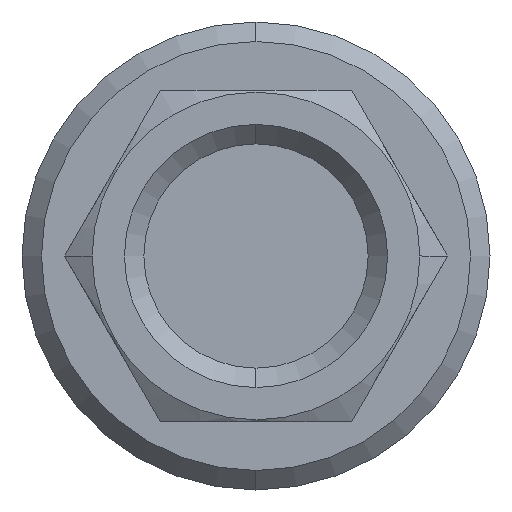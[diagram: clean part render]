
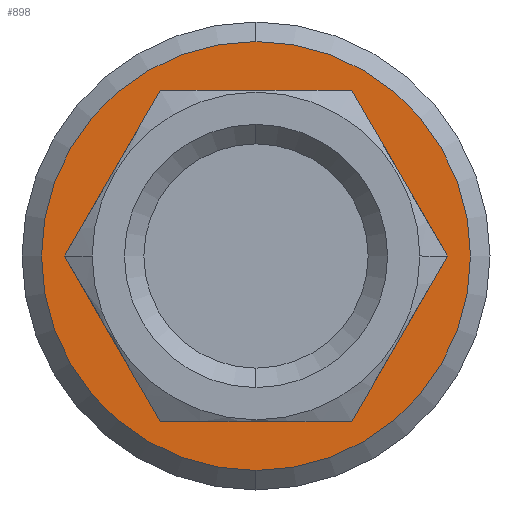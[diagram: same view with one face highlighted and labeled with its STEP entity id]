
A CAD part, front view. The second image highlights one B-rep face of the part: STEP entity #898.
In plain terms, the highlighted planar face has unit normal (0, -1, 0).
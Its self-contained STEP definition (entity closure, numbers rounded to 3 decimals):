
#62 = EDGE_CURVE ( 'NONE', #63, #64, #865, .T. ) ;
#63 = VERTEX_POINT ( 'NONE', #860 ) ;
#64 = VERTEX_POINT ( 'NONE', #859 ) ;
#577 = EDGE_CURVE ( 'NONE', #64, #63, #1703, .T. ) ;
#715 = EDGE_CURVE ( 'NONE', #741, #883, #2045, .T. ) ;
#740 = VERTEX_POINT ( 'NONE', #2192 ) ;
#741 = VERTEX_POINT ( 'NONE', #2144 ) ;
#783 = EDGE_CURVE ( 'NONE', #883, #838, #2180, .T. ) ;
#838 = VERTEX_POINT ( 'NONE', #2155 ) ;
#859 = CARTESIAN_POINT ( 'NONE',  ( 0., 8., 11. ) ) ;
#860 = CARTESIAN_POINT ( 'NONE',  ( 0., 8., -11. ) ) ;
#861 = DIRECTION ( 'NONE',  ( 0., 0., -1. ) ) ;
#862 = DIRECTION ( 'NONE',  ( 0., 1., 0. ) ) ;
#863 = CARTESIAN_POINT ( 'NONE',  ( 0., 8., 0. ) ) ;
#864 = AXIS2_PLACEMENT_3D ( 'NONE', #863, #862, #861 ) ;
#865 = CIRCLE ( 'NONE', #864, 11. ) ;
#876 = ORIENTED_EDGE ( 'NONE', *, *, #577, .F. ) ;
#878 = ORIENTED_EDGE ( 'NONE', *, *, #961, .F. ) ;
#881 = ORIENTED_EDGE ( 'NONE', *, *, #62, .F. ) ;
#883 = VERTEX_POINT ( 'NONE', #2147 ) ;
#887 = EDGE_LOOP ( 'NONE', ( #901, #878, #899, #958, #894, #890 ) ) ;
#890 = ORIENTED_EDGE ( 'NONE', *, *, #715, .F. ) ;
#891 = EDGE_CURVE ( 'NONE', #943, #900, #2177, .T. ) ;
#894 = ORIENTED_EDGE ( 'NONE', *, *, #783, .F. ) ;
#895 = EDGE_LOOP ( 'NONE', ( #881, #876 ) ) ;
#898 = ADVANCED_FACE ( 'NONE', ( #2170, #2169 ), #2168, .F. ) ;
#899 = ORIENTED_EDGE ( 'NONE', *, *, #891, .F. ) ;
#900 = VERTEX_POINT ( 'NONE', #2163 ) ;
#901 = ORIENTED_EDGE ( 'NONE', *, *, #946, .F. ) ;
#942 = EDGE_CURVE ( 'NONE', #838, #943, #2126, .T. ) ;
#943 = VERTEX_POINT ( 'NONE', #2122 ) ;
#946 = EDGE_CURVE ( 'NONE', #740, #741, #2117, .T. ) ;
#958 = ORIENTED_EDGE ( 'NONE', *, *, #942, .F. ) ;
#961 = EDGE_CURVE ( 'NONE', #900, #740, #2232, .T. ) ;
#1703 = CIRCLE ( 'NONE', #1814, 11. ) ;
#1811 = DIRECTION ( 'NONE',  ( 0., 0., -1. ) ) ;
#1812 = DIRECTION ( 'NONE',  ( 0., 1., 0. ) ) ;
#1813 = CARTESIAN_POINT ( 'NONE',  ( 0., 8., 0. ) ) ;
#1814 = AXIS2_PLACEMENT_3D ( 'NONE', #1813, #1812, #1811 ) ;
#2039 = DIRECTION ( 'NONE',  ( -0.5, 0., -0.866 ) ) ;
#2040 = VECTOR ( 'NONE', #2039, 1000. ) ;
#2041 = CARTESIAN_POINT ( 'NONE',  ( -5.374, 8., 7.692 ) ) ;
#2045 = LINE ( 'NONE', #2041, #2040 ) ;
#2115 = VECTOR ( 'NONE', #2233, 1000. ) ;
#2116 = CARTESIAN_POINT ( 'NONE',  ( 7.95, 8., 8.5 ) ) ;
#2117 = LINE ( 'NONE', #2116, #2115 ) ;
#2122 = CARTESIAN_POINT ( 'NONE',  ( 4.907, 8., -8.5 ) ) ;
#2123 = DIRECTION ( 'NONE',  ( 1., 0., 0. ) ) ;
#2124 = VECTOR ( 'NONE', #2123, 1000. ) ;
#2125 = CARTESIAN_POINT ( 'NONE',  ( 7.95, 8., -8.5 ) ) ;
#2126 = LINE ( 'NONE', #2125, #2124 ) ;
#2144 = CARTESIAN_POINT ( 'NONE',  ( -4.907, 8., 8.5 ) ) ;
#2147 = CARTESIAN_POINT ( 'NONE',  ( -9.815, 8., 0. ) ) ;
#2155 = CARTESIAN_POINT ( 'NONE',  ( -4.907, 8., -8.5 ) ) ;
#2156 = DIRECTION ( 'NONE',  ( 0.5, 0., -0.866 ) ) ;
#2157 = VECTOR ( 'NONE', #2156, 1000. ) ;
#2158 = CARTESIAN_POINT ( 'NONE',  ( -5.374, 8., -7.692 ) ) ;
#2163 = CARTESIAN_POINT ( 'NONE',  ( 9.815, 8., 0. ) ) ;
#2164 = DIRECTION ( 'NONE',  ( 0., 0., 1. ) ) ;
#2165 = DIRECTION ( 'NONE',  ( 0., 1., 0. ) ) ;
#2166 = CARTESIAN_POINT ( 'NONE',  ( -10.5, 8., 0. ) ) ;
#2167 = AXIS2_PLACEMENT_3D ( 'NONE', #2166, #2165, #2164 ) ;
#2168 = PLANE ( 'NONE',  #2167 ) ;
#2169 = FACE_OUTER_BOUND ( 'NONE', #895, .T. ) ;
#2170 = FACE_BOUND ( 'NONE', #887, .T. ) ;
#2171 = DIRECTION ( 'NONE',  ( 0.5, 0., 0.866 ) ) ;
#2172 = VECTOR ( 'NONE', #2171, 1000. ) ;
#2173 = CARTESIAN_POINT ( 'NONE',  ( 9.349, 8., -0.808 ) ) ;
#2177 = LINE ( 'NONE', #2173, #2172 ) ;
#2180 = LINE ( 'NONE', #2158, #2157 ) ;
#2192 = CARTESIAN_POINT ( 'NONE',  ( 4.907, 8., 8.5 ) ) ;
#2229 = DIRECTION ( 'NONE',  ( -0.5, 0., 0.866 ) ) ;
#2230 = VECTOR ( 'NONE', #2229, 1000. ) ;
#2231 = CARTESIAN_POINT ( 'NONE',  ( 9.349, 8., 0.808 ) ) ;
#2232 = LINE ( 'NONE', #2231, #2230 ) ;
#2233 = DIRECTION ( 'NONE',  ( -1., 0., 0. ) ) ;
